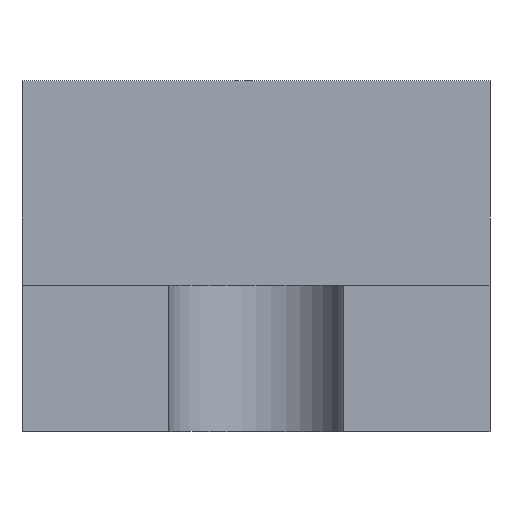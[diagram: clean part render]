
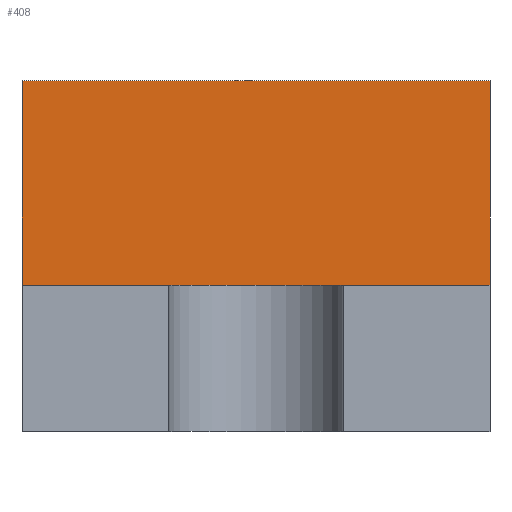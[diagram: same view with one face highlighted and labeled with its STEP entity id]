
A CAD part, front view. The second image highlights one B-rep face of the part: STEP entity #408.
In plain terms, the highlighted planar face has unit normal (0, -1, 0).
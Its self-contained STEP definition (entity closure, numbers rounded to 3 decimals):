
#383 = VERTEX_POINT('',#384);
#384 = CARTESIAN_POINT('',(0.4,-0.5,0.6));
#390 = EDGE_CURVE('',#391,#383,#393,.T.);
#391 = VERTEX_POINT('',#392);
#392 = CARTESIAN_POINT('',(0.4,-0.5,0.25));
#393 = LINE('',#394,#395);
#394 = CARTESIAN_POINT('',(0.4,-0.5,0.25));
#395 = VECTOR('',#396,1.);
#396 = DIRECTION('',(0.,0.,1.));
#408 = ADVANCED_FACE('',(#409),#434,.T.);
#409 = FACE_BOUND('',#410,.T.);
#410 = EDGE_LOOP('',(#411,#412,#420,#428));
#411 = ORIENTED_EDGE('',*,*,#390,.T.);
#412 = ORIENTED_EDGE('',*,*,#413,.T.);
#413 = EDGE_CURVE('',#383,#414,#416,.T.);
#414 = VERTEX_POINT('',#415);
#415 = CARTESIAN_POINT('',(-0.4,-0.5,0.6));
#416 = LINE('',#417,#418);
#417 = CARTESIAN_POINT('',(0.4,-0.5,0.6));
#418 = VECTOR('',#419,1.);
#419 = DIRECTION('',(-1.,0.,0.));
#420 = ORIENTED_EDGE('',*,*,#421,.F.);
#421 = EDGE_CURVE('',#422,#414,#424,.T.);
#422 = VERTEX_POINT('',#423);
#423 = CARTESIAN_POINT('',(-0.4,-0.5,0.25));
#424 = LINE('',#425,#426);
#425 = CARTESIAN_POINT('',(-0.4,-0.5,0.25));
#426 = VECTOR('',#427,1.);
#427 = DIRECTION('',(0.,0.,1.));
#428 = ORIENTED_EDGE('',*,*,#429,.F.);
#429 = EDGE_CURVE('',#391,#422,#430,.T.);
#430 = LINE('',#431,#432);
#431 = CARTESIAN_POINT('',(0.4,-0.5,0.25));
#432 = VECTOR('',#433,1.);
#433 = DIRECTION('',(-1.,0.,0.));
#434 = PLANE('',#435);
#435 = AXIS2_PLACEMENT_3D('',#436,#437,#438);
#436 = CARTESIAN_POINT('',(0.4,-0.5,0.25));
#437 = DIRECTION('',(0.,-1.,0.));
#438 = DIRECTION('',(-1.,0.,0.));
